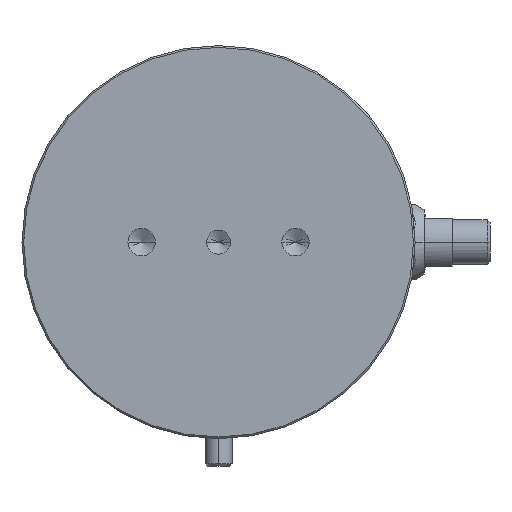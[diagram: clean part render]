
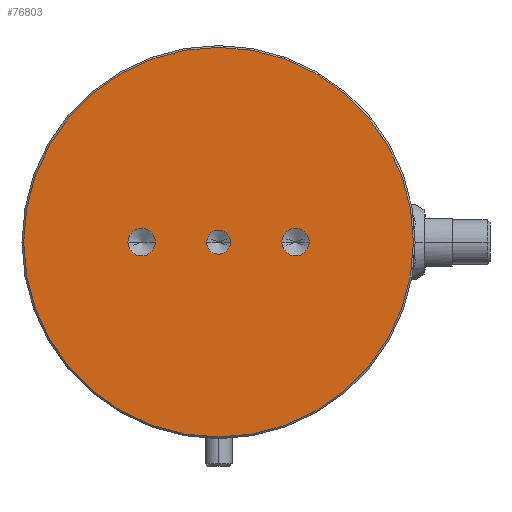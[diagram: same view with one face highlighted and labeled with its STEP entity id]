
A CAD part, left-side view. The second image highlights one B-rep face of the part: STEP entity #76803.
In plain terms, the highlighted planar face has unit normal (-1, 0, 0).
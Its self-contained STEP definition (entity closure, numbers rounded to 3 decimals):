
#23840=CARTESIAN_POINT('',(-130.,0.,0.));
#23841=DIRECTION('',(1.,0.,0.));
#23842=DIRECTION('',(0.,1.,0.));
#23843=AXIS2_PLACEMENT_3D('',#23840,#23841,#23842);
#23858=CARTESIAN_POINT('',(-130.,22.5,0.));
#23859=DIRECTION('',(1.,0.,0.));
#23860=DIRECTION('',(0.,-1.,0.));
#23861=AXIS2_PLACEMENT_3D('',#23858,#23859,#23860);
#23863=CARTESIAN_POINT('',(-130.,22.5,0.));
#23864=DIRECTION('',(1.,0.,0.));
#23865=DIRECTION('',(0.,1.,0.));
#23866=AXIS2_PLACEMENT_3D('',#23863,#23864,#23865);
#23868=CARTESIAN_POINT('',(-130.,-22.5,0.));
#23869=DIRECTION('',(-1.,0.,0.));
#23870=DIRECTION('',(0.,1.,0.));
#23871=AXIS2_PLACEMENT_3D('',#23868,#23869,#23870);
#23873=CARTESIAN_POINT('',(-130.,-22.5,0.));
#23874=DIRECTION('',(-1.,0.,0.));
#23875=DIRECTION('',(0.,-1.,0.));
#23876=AXIS2_PLACEMENT_3D('',#23873,#23874,#23875);
#23878=CARTESIAN_POINT('',(-130.,0.,0.));
#23879=DIRECTION('',(1.,0.,0.));
#23880=DIRECTION('',(0.,-1.,0.));
#23881=AXIS2_PLACEMENT_3D('',#23878,#23879,#23880);
#23883=CARTESIAN_POINT('',(-130.,0.,0.));
#23884=DIRECTION('',(1.,0.,0.));
#23885=DIRECTION('',(0.,1.,0.));
#23886=AXIS2_PLACEMENT_3D('',#23883,#23884,#23885);
#23888=CARTESIAN_POINT('',(-130.,0.,0.));
#23889=DIRECTION('',(-1.,0.,0.));
#23890=DIRECTION('',(0.,1.,0.));
#23891=AXIS2_PLACEMENT_3D('',#23888,#23889,#23890);
#56137=CARTESIAN_POINT('',(-130.,18.5,0.));
#56138=CARTESIAN_POINT('',(-130.,26.5,0.));
#56139=VERTEX_POINT('',#56137);
#56140=VERTEX_POINT('',#56138);
#56147=CARTESIAN_POINT('',(-130.,-18.5,0.));
#56148=CARTESIAN_POINT('',(-130.,-26.5,0.));
#56149=VERTEX_POINT('',#56147);
#56150=VERTEX_POINT('',#56148);
#56157=CARTESIAN_POINT('',(-130.,-3.5,0.));
#56158=CARTESIAN_POINT('',(-130.,3.5,0.));
#56159=VERTEX_POINT('',#56157);
#56160=VERTEX_POINT('',#56158);
#56161=CARTESIAN_POINT('',(-130.,57.,0.));
#56162=CARTESIAN_POINT('',(-130.,-57.,0.));
#56163=VERTEX_POINT('',#56161);
#56164=VERTEX_POINT('',#56162);
#76775=CARTESIAN_POINT('',(-130.,0.,0.));
#76776=DIRECTION('',(1.,0.,0.));
#76777=DIRECTION('',(0.,-1.,0.));
#76778=AXIS2_PLACEMENT_3D('',#76775,#76776,#76777);
#76779=PLANE('',#76778);
#76781=ORIENTED_EDGE('',*,*,#76780,.F.);
#76782=ORIENTED_EDGE('',*,*,#76765,.T.);
#76783=EDGE_LOOP('',(#76781,#76782));
#76784=FACE_OUTER_BOUND('',#76783,.F.);
#76786=ORIENTED_EDGE('',*,*,#76785,.F.);
#76788=ORIENTED_EDGE('',*,*,#76787,.F.);
#76789=EDGE_LOOP('',(#76786,#76788));
#76790=FACE_BOUND('',#76789,.F.);
#76792=ORIENTED_EDGE('',*,*,#76791,.T.);
#76794=ORIENTED_EDGE('',*,*,#76793,.T.);
#76795=EDGE_LOOP('',(#76792,#76794));
#76796=FACE_BOUND('',#76795,.F.);
#76798=ORIENTED_EDGE('',*,*,#76797,.F.);
#76800=ORIENTED_EDGE('',*,*,#76799,.F.);
#76801=EDGE_LOOP('',(#76798,#76800));
#76802=FACE_BOUND('',#76801,.F.);
#76803=ADVANCED_FACE('',(#76784,#76790,#76796,#76802),#76779,.F.);
#23844=CIRCLE('',#23843,57.);
#23862=CIRCLE('',#23861,4.);
#23867=CIRCLE('',#23866,4.);
#23872=CIRCLE('',#23871,4.);
#23877=CIRCLE('',#23876,4.);
#23882=CIRCLE('',#23881,3.5);
#23887=CIRCLE('',#23886,3.5);
#23892=CIRCLE('',#23891,57.);
#76765=EDGE_CURVE('',#56163,#56164,#23844,.T.);
#76780=EDGE_CURVE('',#56163,#56164,#23892,.T.);
#76785=EDGE_CURVE('',#56139,#56140,#23862,.T.);
#76787=EDGE_CURVE('',#56140,#56139,#23867,.T.);
#76791=EDGE_CURVE('',#56149,#56150,#23872,.T.);
#76793=EDGE_CURVE('',#56150,#56149,#23877,.T.);
#76797=EDGE_CURVE('',#56159,#56160,#23882,.T.);
#76799=EDGE_CURVE('',#56160,#56159,#23887,.T.);
